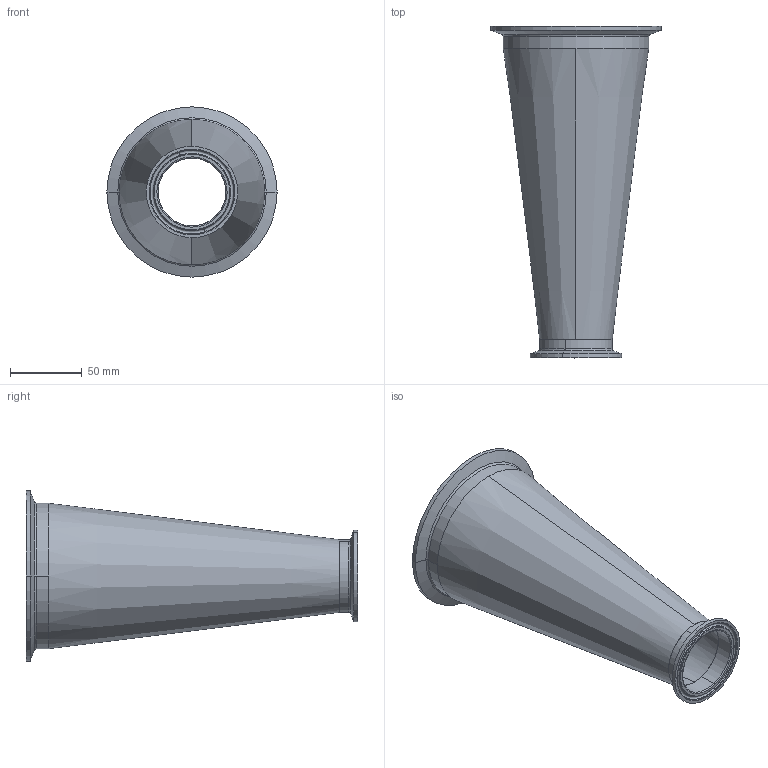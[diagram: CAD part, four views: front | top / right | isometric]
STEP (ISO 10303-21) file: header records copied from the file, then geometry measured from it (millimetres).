
FILE_DESCRIPTION (( 'STEP AP214' ), '1' );
FILE_NAME ('DT21C 101.6x50.8 B.STEP', '2014-03-18T03:04:23', ( '' ), ( '' ), 'SwSTEP 2.0', 'SolidWorks 2013', '' );
FILE_SCHEMA (( 'AUTOMOTIVE_DESIGN' ));
Length unit declared in the file: inch
Products named in the file (4): DT21C 101.6x50.8 B; 21C 50.8; 21C 101.6; DT21C 101.6x50.8
Assembly tree (3 placements, depth 2):
  DT21C 101.6x50.8 B
    DT21C 101.6x50.8
    21C 101.6
    21C 50.8
Bounding box: 118.92 x 231.8 x 118.92 mm (x, y, z)
Volume: 120276 mm3; surface area: 120278.2 mm2
Topology: 3 solids, 3 shells, 58 faces, 116 edges, 66 vertices
Faces by surface type: torus 22, cone 16, cylinder 12, plane 8
Entity records: 1702 total; most frequent: DIRECTION 332, CARTESIAN_POINT 246, ORIENTED_EDGE 232, AXIS2_PLACEMENT_3D 152, EDGE_CURVE 116, CIRCLE 88, EDGE_LOOP 66, VERTEX_POINT 66
